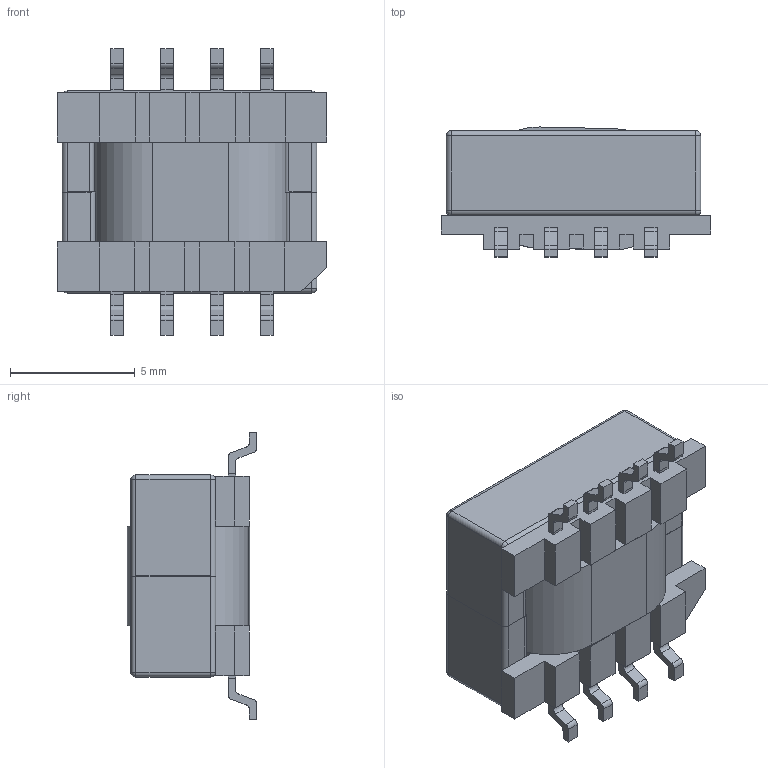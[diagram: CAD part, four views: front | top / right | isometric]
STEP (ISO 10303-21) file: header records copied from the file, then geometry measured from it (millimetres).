
FILE_DESCRIPTION (( 'STEP AP214' ), '1' );
FILE_NAME ('EPC10.STEP', '2019-09-26T13:10:11', ( '' ), ( '' ), 'SwSTEP 2.0', 'SolidWorks 2018', '' );
FILE_SCHEMA (( 'AUTOMOTIVE_DESIGN' ));
Length unit declared in the file: millimetre
Products named in the file (5): BOBBIN; PIN; WIRE; CORE; EPC10
Assembly tree (12 placements, depth 2):
  EPC10
    CORE  x2
    BOBBIN
    PIN  x8
    WIRE
Bounding box: 10.8 x 5.2 x 11.5 mm (x, y, z)
Volume: 342.8 mm3; surface area: 931 mm2
Topology: 12 solids, 12 shells, 291 faces, 761 edges, 494 vertices
Faces by surface type: plane 205, cylinder 78, sphere 8
Entity records: 5214 total; most frequent: CARTESIAN_POINT 883, ORIENTED_EDGE 852, DIRECTION 850, EDGE_CURVE 426, VECTOR 356, LINE 356, VERTEX_POINT 280, AXIS2_PLACEMENT_3D 247
